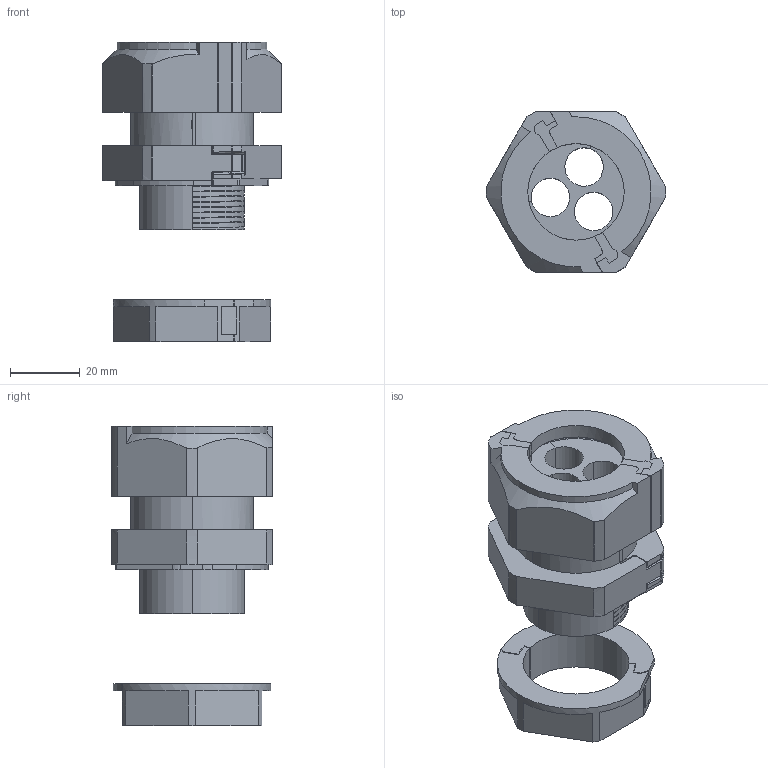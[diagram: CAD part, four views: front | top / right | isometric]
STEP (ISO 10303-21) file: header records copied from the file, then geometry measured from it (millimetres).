
FILE_DESCRIPTION (( 'STEP AP214' ), '1' );
FILE_NAME ('2024988.STP', '2020-04-22T08:24:33', ( '' ), ( '' ), 'SwSTEP 2.0', 'SolidWorks 2018', '' );
FILE_SCHEMA (( 'AUTOMOTIVE_DESIGN' ));
Length unit declared in the file: millimetre
Products named in the file (13): 111632; 111635; 111641; 111567_3x11; 111633; 111634; 111631; 111629_Standard; 111630; 111638; 111636; 251570; 2024988
Assembly tree (13 placements, depth 4):
  2024988
    111630
      111635
        251570
        111638
        111636
      111633
    111631
      111634
      111632
    111629_Standard  x2
    111567_3x11
    111641
Bounding box: 51.29 x 45.9 x 85.52 mm (x, y, z)
Volume: 57020.6 mm3; surface area: 36074.6 mm2
Topology: 10 solids, 15 shells, 674 faces, 1963 edges, 1301 vertices
Faces by surface type: plane 277, cylinder 265, bspline 118, cone 10, torus 4
Entity records: 26402 total; most frequent: CARTESIAN_POINT 9424, ORIENTED_EDGE 3552, DIRECTION 2691, EDGE_CURVE 1776, VERTEX_POINT 1190, LINE 897, VECTOR 897, AXIS2_PLACEMENT_3D 897
